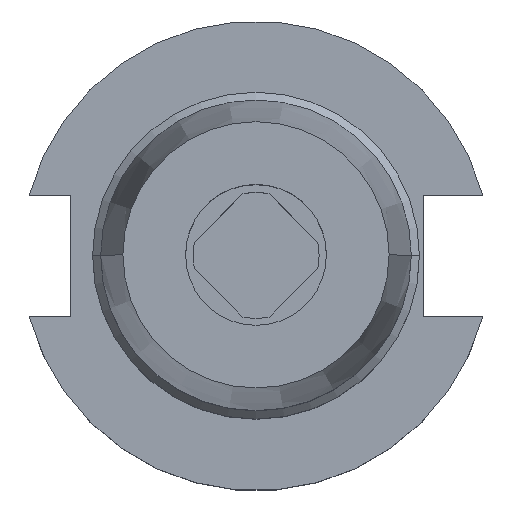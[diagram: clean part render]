
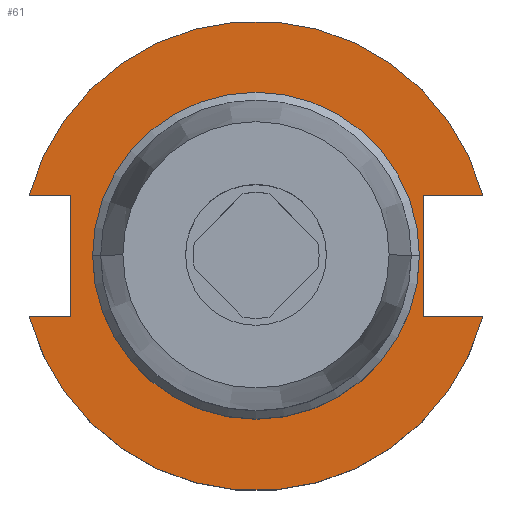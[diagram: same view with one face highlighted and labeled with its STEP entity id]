
A CAD part, top view. The second image highlights one B-rep face of the part: STEP entity #61.
In plain terms, the highlighted planar face has unit normal (0, 0, 1).
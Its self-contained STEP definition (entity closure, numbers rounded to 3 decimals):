
#15 = VERTEX_POINT ( 'NONE', #820 ) ;
#24 = CARTESIAN_POINT ( 'NONE',  ( 22.606, 8.191, 19.05 ) ) ;
#36 = ORIENTED_EDGE ( 'NONE', *, *, #1679, .T. ) ;
#61 = ADVANCED_FACE ( 'NONE', ( #444, #1296 ), #795, .F. ) ;
#68 = DIRECTION ( 'NONE',  ( 1., 0., 0. ) ) ;
#78 = VERTEX_POINT ( 'NONE', #827 ) ;
#85 = DIRECTION ( 'NONE',  ( 0., 0., 1. ) ) ;
#118 = LINE ( 'NONE', #781, #1861 ) ;
#124 = ORIENTED_EDGE ( 'NONE', *, *, #737, .T. ) ;
#128 = ORIENTED_EDGE ( 'NONE', *, *, #309, .T. ) ;
#131 = CIRCLE ( 'NONE', #165, 31.75 ) ;
#134 = AXIS2_PLACEMENT_3D ( 'NONE', #1419, #515, #1739 ) ;
#165 = AXIS2_PLACEMENT_3D ( 'NONE', #1363, #1342, #1520 ) ;
#174 = ORIENTED_EDGE ( 'NONE', *, *, #514, .T. ) ;
#179 = EDGE_CURVE ( 'NONE', #78, #1054, #1770, .T. ) ;
#223 = DIRECTION ( 'NONE',  ( -1., 0., 0. ) ) ;
#247 = VERTEX_POINT ( 'NONE', #400 ) ;
#277 = DIRECTION ( 'NONE',  ( 0., 0., 1. ) ) ;
#309 = EDGE_CURVE ( 'NONE', #473, #1872, #1719, .T. ) ;
#324 = CARTESIAN_POINT ( 'NONE',  ( -30.675, -8.191, 19.05 ) ) ;
#359 = CARTESIAN_POINT ( 'NONE',  ( 0., 0., 19.05 ) ) ;
#371 = CARTESIAN_POINT ( 'NONE',  ( 0., -8.191, 19.05 ) ) ;
#398 = ORIENTED_EDGE ( 'NONE', *, *, #1921, .F. ) ;
#400 = CARTESIAN_POINT ( 'NONE',  ( 22.1, 0., 19.05 ) ) ;
#444 = FACE_BOUND ( 'NONE', #1491, .T. ) ;
#473 = VERTEX_POINT ( 'NONE', #890 ) ;
#475 = VECTOR ( 'NONE', #1418, 1000. ) ;
#508 = VECTOR ( 'NONE', #1024, 1000. ) ;
#514 = EDGE_CURVE ( 'NONE', #1322, #1054, #131, .T. ) ;
#515 = DIRECTION ( 'NONE',  ( 0., 0., -1. ) ) ;
#566 = CARTESIAN_POINT ( 'NONE',  ( 0., 0., 19.05 ) ) ;
#582 = CARTESIAN_POINT ( 'NONE',  ( 30.675, -8.191, 19.05 ) ) ;
#672 = AXIS2_PLACEMENT_3D ( 'NONE', #359, #1728, #825 ) ;
#693 = VERTEX_POINT ( 'NONE', #1907 ) ;
#724 = CARTESIAN_POINT ( 'NONE',  ( -25.091, 8.191, 19.05 ) ) ;
#737 = EDGE_CURVE ( 'NONE', #693, #15, #1378, .T. ) ;
#781 = CARTESIAN_POINT ( 'NONE',  ( -61.091, -8.191, 19.05 ) ) ;
#795 = PLANE ( 'NONE',  #134 ) ;
#814 = CARTESIAN_POINT ( 'NONE',  ( -22.1, 0., 19.05 ) ) ;
#820 = CARTESIAN_POINT ( 'NONE',  ( -30.675, 8.191, 19.05 ) ) ;
#825 = DIRECTION ( 'NONE',  ( 1., 0., 0. ) ) ;
#827 = CARTESIAN_POINT ( 'NONE',  ( 22.606, -8.191, 19.05 ) ) ;
#871 = CARTESIAN_POINT ( 'NONE',  ( -61.091, 8.191, 19.05 ) ) ;
#872 = DIRECTION ( 'NONE',  ( 1., 0., 0. ) ) ;
#890 = CARTESIAN_POINT ( 'NONE',  ( -25.091, 8.191, 19.05 ) ) ;
#894 = DIRECTION ( 'NONE',  ( 1., 0., 0. ) ) ;
#1024 = DIRECTION ( 'NONE',  ( 0., -1., 0. ) ) ;
#1040 = CARTESIAN_POINT ( 'NONE',  ( -25.091, -8.191, 19.05 ) ) ;
#1045 = EDGE_CURVE ( 'NONE', #247, #1457, #1927, .T. ) ;
#1054 = VERTEX_POINT ( 'NONE', #582 ) ;
#1101 = CIRCLE ( 'NONE', #672, 22.1 ) ;
#1113 = ORIENTED_EDGE ( 'NONE', *, *, #1915, .F. ) ;
#1139 = CARTESIAN_POINT ( 'NONE',  ( 0., 8.191, 19.05 ) ) ;
#1200 = DIRECTION ( 'NONE',  ( 1., 0., 0. ) ) ;
#1240 = VECTOR ( 'NONE', #1200, 1000. ) ;
#1296 = FACE_OUTER_BOUND ( 'NONE', #1466, .T. ) ;
#1302 = ORIENTED_EDGE ( 'NONE', *, *, #1846, .T. ) ;
#1322 = VERTEX_POINT ( 'NONE', #324 ) ;
#1334 = VERTEX_POINT ( 'NONE', #24 ) ;
#1337 = LINE ( 'NONE', #1412, #475 ) ;
#1342 = DIRECTION ( 'NONE',  ( 0., 0., 1. ) ) ;
#1363 = CARTESIAN_POINT ( 'NONE',  ( 0., 0., 19.05 ) ) ;
#1368 = AXIS2_PLACEMENT_3D ( 'NONE', #566, #85, #872 ) ;
#1378 = CIRCLE ( 'NONE', #1368, 31.75 ) ;
#1412 = CARTESIAN_POINT ( 'NONE',  ( 22.606, 22.1, 19.05 ) ) ;
#1418 = DIRECTION ( 'NONE',  ( 0., 1., 0. ) ) ;
#1419 = CARTESIAN_POINT ( 'NONE',  ( 0., 22.1, 19.05 ) ) ;
#1457 = VERTEX_POINT ( 'NONE', #814 ) ;
#1466 = EDGE_LOOP ( 'NONE', ( #128, #1820, #174, #1666, #36, #398, #124, #1302 ) ) ;
#1481 = DIRECTION ( 'NONE',  ( 1., 0., 0. ) ) ;
#1491 = EDGE_LOOP ( 'NONE', ( #1858, #1113 ) ) ;
#1520 = DIRECTION ( 'NONE',  ( 1., 0., 0. ) ) ;
#1531 = LINE ( 'NONE', #871, #1240 ) ;
#1557 = EDGE_CURVE ( 'NONE', #1322, #1872, #118, .T. ) ;
#1637 = VECTOR ( 'NONE', #223, 1000. ) ;
#1658 = VECTOR ( 'NONE', #68, 1000. ) ;
#1666 = ORIENTED_EDGE ( 'NONE', *, *, #179, .F. ) ;
#1678 = AXIS2_PLACEMENT_3D ( 'NONE', #1775, #277, #1481 ) ;
#1679 = EDGE_CURVE ( 'NONE', #78, #1334, #1337, .T. ) ;
#1719 = LINE ( 'NONE', #724, #508 ) ;
#1728 = DIRECTION ( 'NONE',  ( 0., 0., 1. ) ) ;
#1739 = DIRECTION ( 'NONE',  ( -1., 0., 0. ) ) ;
#1770 = LINE ( 'NONE', #371, #1658 ) ;
#1775 = CARTESIAN_POINT ( 'NONE',  ( 0., 0., 19.05 ) ) ;
#1820 = ORIENTED_EDGE ( 'NONE', *, *, #1557, .F. ) ;
#1846 = EDGE_CURVE ( 'NONE', #15, #473, #1531, .T. ) ;
#1858 = ORIENTED_EDGE ( 'NONE', *, *, #1045, .F. ) ;
#1861 = VECTOR ( 'NONE', #894, 1000. ) ;
#1872 = VERTEX_POINT ( 'NONE', #1040 ) ;
#1899 = LINE ( 'NONE', #1139, #1637 ) ;
#1907 = CARTESIAN_POINT ( 'NONE',  ( 30.675, 8.191, 19.05 ) ) ;
#1915 = EDGE_CURVE ( 'NONE', #1457, #247, #1101, .T. ) ;
#1921 = EDGE_CURVE ( 'NONE', #693, #1334, #1899, .T. ) ;
#1927 = CIRCLE ( 'NONE', #1678, 22.1 ) ;
